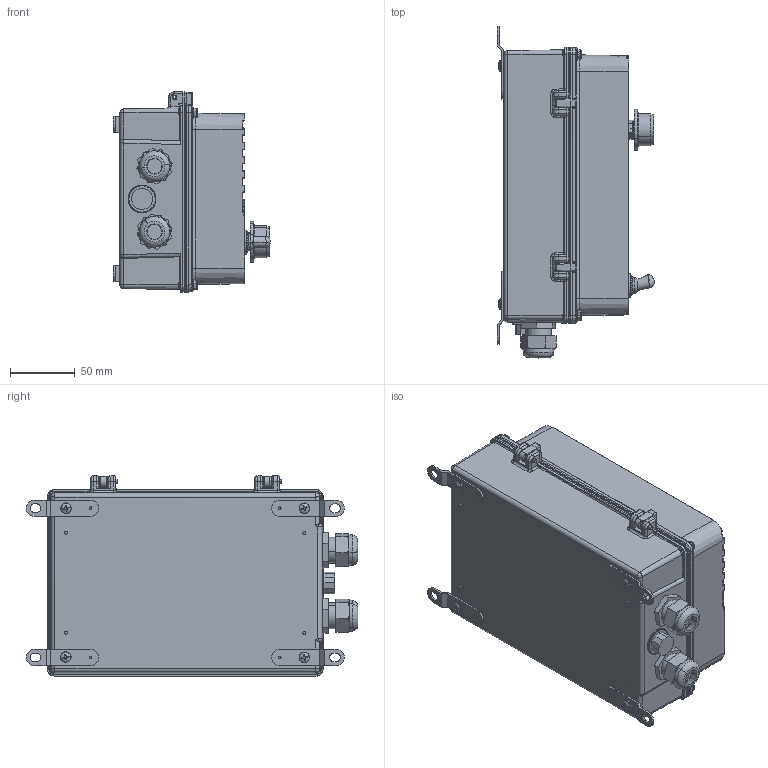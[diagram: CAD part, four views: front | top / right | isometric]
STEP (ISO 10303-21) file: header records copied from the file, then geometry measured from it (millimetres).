
FILE_DESCRIPTION (( 'STEP AP203' ), '1' );
FILE_NAME ('INFM0182.STEP', '2013-04-19T03:42:30', ( '' ), ( '' ), 'SwSTEP 2.0', 'SolidWorks 2012', '' );
FILE_SCHEMA (( 'CONFIG_CONTROL_DESIGN' ));
Products named in the file (17): INFM0182; 45500089_45500089; 44390038_44390038; 541AA031_54100003; 57800022_57800022; 45600034_45600034; 57500014_57500014; 45500088_45500088; 51601006_51601006; 45400015_45400015; 45320045_45320045; 57600280_57600280; 541AA014_54100081; 544aa004_54401001; 45610012_45610012; 43400141_43400141; 43400133_43400133
Assembly tree (28 placements, depth 2):
  INFM0182
    43400133_43400133
    43400141_43400141
    45610012_45610012
    544aa004_54401001  x2
    541AA014_54100081  x5
    57600280_57600280
    45320045_45320045
    45400015_45400015
    51601006_51601006
    45500088_45500088
    57500014_57500014
    45600034_45600034  x2
    57800022_57800022  x4
    541AA031_54100003  x4
    44390038_44390038
    45500089_45500089
Bounding box: 121.71 x 257.08 x 155.32 mm (x, y, z)
Volume: 391436.6 mm3; surface area: 349465.2 mm2
Topology: 43 solids, 50 shells, 3527 faces, 8879 edges, 5549 vertices
Faces by surface type: plane 1362, cylinder 1097, bspline 380, cone 305, torus 254, sphere 129
Entity records: 116028 total; most frequent: CARTESIAN_POINT 42053, ORIENTED_EDGE 15376, DIRECTION 14884, EDGE_CURVE 7691, AXIS2_PLACEMENT_3D 5547, VERTEX_POINT 4786, VECTOR 3790, LINE 3790
